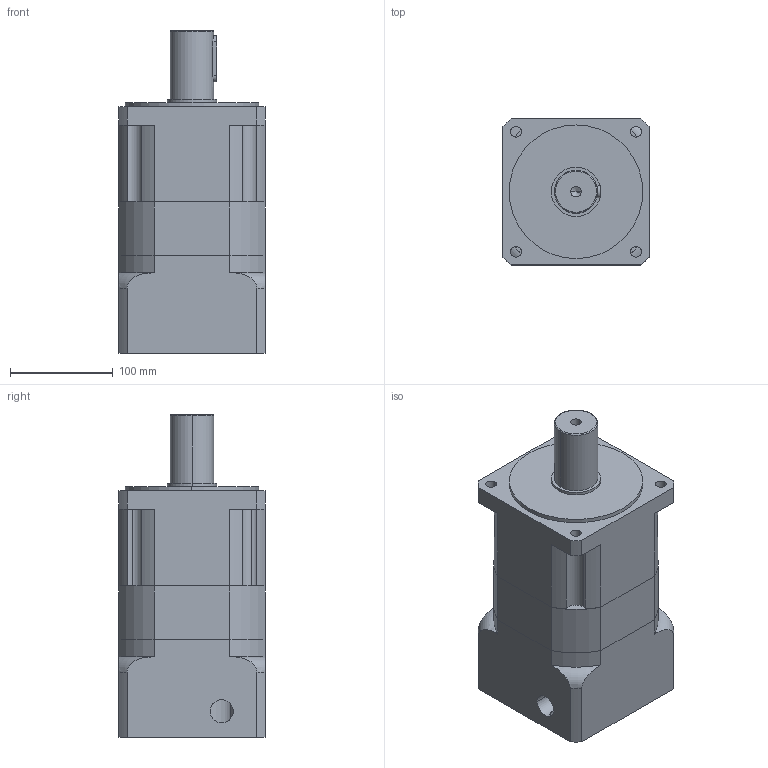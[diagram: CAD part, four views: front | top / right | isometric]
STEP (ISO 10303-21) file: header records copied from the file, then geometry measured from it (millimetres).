
FILE_DESCRIPTION (( 'STEP AP214' ), '1' );
FILE_NAME ('DS150-L2-XX-22-110-145-M8_2019.STEP', '2019-03-18T10:35:24', ( 'Y' ), ( 'NCU' ), 'SwSTEP 2.0', 'SolidWorks 2016', '' );
FILE_SCHEMA (( 'AUTOMOTIVE_DESIGN' ));
Length unit declared in the file: millimetre
Products named in the file (1): DS150-L2-XX-22-110-145-M8_2019
Bounding box: 142 x 142 x 314 mm (x, y, z)
Volume: 4306436.1 mm3; surface area: 331611.6 mm2
Topology: 3 solids, 3 shells, 269 faces, 655 edges, 422 vertices
Faces by surface type: cylinder 121, plane 116, cone 26, torus 6
Entity records: 9559 total; most frequent: CARTESIAN_POINT 2141, DIRECTION 1408, ORIENTED_EDGE 1290, EDGE_CURVE 645, AXIS2_PLACEMENT_3D 521, VERTEX_POINT 422, LINE 366, VECTOR 366
